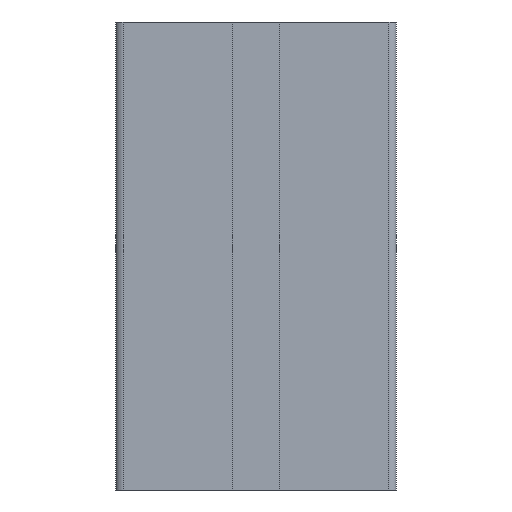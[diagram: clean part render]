
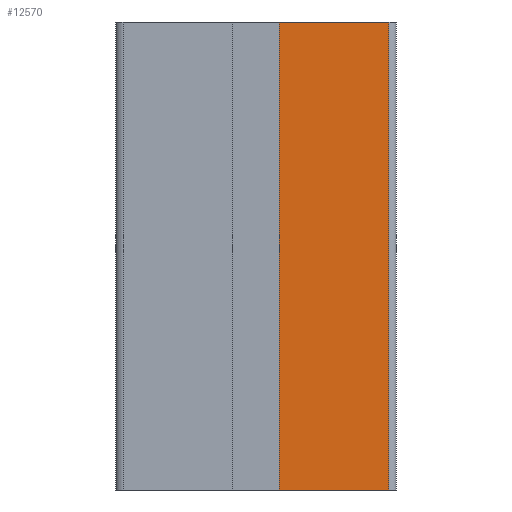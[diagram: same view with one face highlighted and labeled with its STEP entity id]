
A CAD part, left-side view. The second image highlights one B-rep face of the part: STEP entity #12570.
In plain terms, the highlighted planar face has unit normal (-1, 0, 0).
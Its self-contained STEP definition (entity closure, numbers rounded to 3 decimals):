
#770=CARTESIAN_POINT('',(28.828,84.384,0.));
#780=VERTEX_POINT('',#770);
#810=CARTESIAN_POINT('',(28.828,69.384,0.));
#820=DIRECTION('',(0.,1.,0.));
#830=VECTOR('',#820,1.);
#840=LINE('',#810,#830);
#850=CARTESIAN_POINT('',(28.828,60.984,0.));
#860=VERTEX_POINT('',#850);
#870=EDGE_CURVE('',#860,#780,#840,.T.);
#5350=CARTESIAN_POINT('',(28.828,60.984,100.))
;
#5360=DIRECTION('',(0.,0.,-1.));
#5370=VECTOR('',#5360,1.);
#5380=LINE('',#5350,#5370);
#5390=CARTESIAN_POINT('',(28.828,60.984,100.));
#5400=VERTEX_POINT('',#5390);
#5410=EDGE_CURVE('',#5400,#860,#5380,.T.);
#7640=CARTESIAN_POINT('',(28.828,69.384,100.));
#7650=DIRECTION('',(0.,1.,0.));
#7660=VECTOR('',#7650,1.);
#7670=LINE('',#7640,#7660);
#7680=CARTESIAN_POINT('',(28.828,84.384,100.));
#7690=VERTEX_POINT('',#7680);
#7700=EDGE_CURVE('',#5400,#7690,#7670,.T.);
#12410=CARTESIAN_POINT('',(28.828,69.384,100.));
#12420=DIRECTION('',(1.,0.,0.));
#12430=DIRECTION('',(0.,-1.,0.));
#12440=AXIS2_PLACEMENT_3D('',#12410,#12420,#12430);
#12450=PLANE('',#12440);
#12460=ORIENTED_EDGE('',*,*,#7700,.T.);
#12470=ORIENTED_EDGE('',*,*,#5410,.F.);
#12480=ORIENTED_EDGE('',*,*,#870,.F.);
#12490=CARTESIAN_POINT('',(28.828,84.384,100.));
#12500=DIRECTION('',(0.,0.,-1.));
#12510=VECTOR('',#12500,1.);
#12520=LINE('',#12490,#12510);
#12530=EDGE_CURVE('',#7690,#780,#12520,.T.);
#12540=ORIENTED_EDGE('',*,*,#12530,.T.);
#12550=EDGE_LOOP('',(#12540,#12480,#12470,#12460));
#12560=FACE_OUTER_BOUND('',#12550,.T.);
#12570=ADVANCED_FACE('',(#12560),#12450,.F.);
